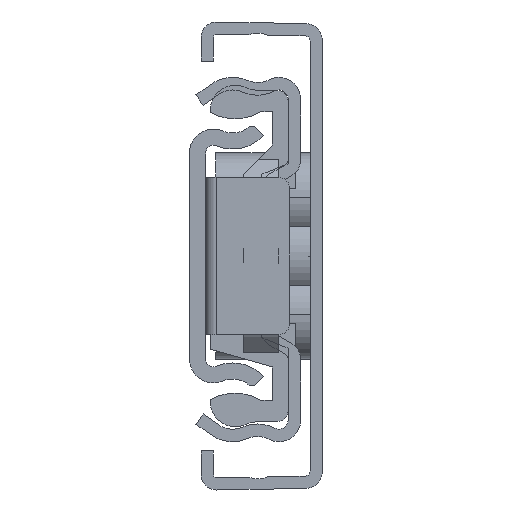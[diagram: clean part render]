
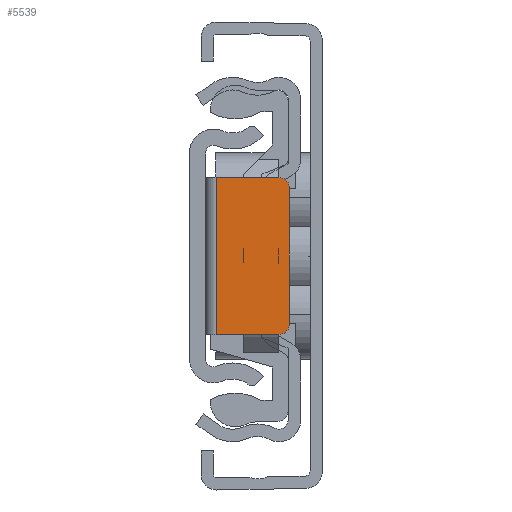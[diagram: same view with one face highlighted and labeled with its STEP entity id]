
A CAD part, left-side view. The second image highlights one B-rep face of the part: STEP entity #5539.
In plain terms, the highlighted face is planar.
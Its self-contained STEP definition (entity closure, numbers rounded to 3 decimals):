
#10 = PLANE ( 'NONE',  #5423 ) ;
#290 = DIRECTION ( 'NONE',  ( 0., 1., 0. ) ) ;
#467 = CARTESIAN_POINT ( 'NONE',  ( 6.5, -9.541, -1. ) ) ;
#641 = ORIENTED_EDGE ( 'NONE', *, *, #8357, .T. ) ;
#723 = ORIENTED_EDGE ( 'NONE', *, *, #8533, .T. ) ;
#1211 = DIRECTION ( 'NONE',  ( 1., 0., 0. ) ) ;
#1437 = CARTESIAN_POINT ( 'NONE',  ( -7.5, -8.541, -1. ) ) ;
#1529 = FACE_OUTER_BOUND ( 'NONE', #2292, .T. ) ;
#1637 = DIRECTION ( 'NONE',  ( 0., 0., 1. ) ) ;
#1699 = ORIENTED_EDGE ( 'NONE', *, *, #9743, .F. ) ;
#1822 = VECTOR ( 'NONE', #3314, 1000. ) ;
#2220 = LINE ( 'NONE', #10988, #1822 ) ;
#2274 = VECTOR ( 'NONE', #290, 1000. ) ;
#2292 = EDGE_LOOP ( 'NONE', ( #5350, #6617, #1699, #6456, #723, #641 ) ) ;
#2453 = CARTESIAN_POINT ( 'NONE',  ( 7.5, -9.541, -1. ) ) ;
#2477 = CIRCLE ( 'NONE', #10179, 1. ) ;
#2705 = LINE ( 'NONE', #9442, #2274 ) ;
#2753 = AXIS2_PLACEMENT_3D ( 'NONE', #4107, #4164, #4997 ) ;
#3031 = VERTEX_POINT ( 'NONE', #3576 ) ;
#3314 = DIRECTION ( 'NONE',  ( 1., 0., 0. ) ) ;
#3576 = CARTESIAN_POINT ( 'NONE',  ( 7.5, -8.541, -1. ) ) ;
#3746 = VERTEX_POINT ( 'NONE', #9173 ) ;
#4061 = LINE ( 'NONE', #5006, #6921 ) ;
#4107 = CARTESIAN_POINT ( 'NONE',  ( 6.5, -8.541, -1. ) ) ;
#4164 = DIRECTION ( 'NONE',  ( 0., 0., -1. ) ) ;
#4191 = EDGE_CURVE ( 'NONE', #3031, #9818, #4727, .T. ) ;
#4454 = CARTESIAN_POINT ( 'NONE',  ( -6.5, -9.541, -1. ) ) ;
#4616 = EDGE_CURVE ( 'NONE', #3031, #3746, #5258, .T. ) ;
#4695 = CARTESIAN_POINT ( 'NONE',  ( -6.5, -8.541, -1. ) ) ;
#4727 = CIRCLE ( 'NONE', #2753, 1. ) ;
#4950 = DIRECTION ( 'NONE',  ( 1., 0., 0. ) ) ;
#4997 = DIRECTION ( 'NONE',  ( 1., 0., 0. ) ) ;
#5000 = CARTESIAN_POINT ( 'NONE',  ( -7.5, -9.541, -1. ) ) ;
#5006 = CARTESIAN_POINT ( 'NONE',  ( 7.5, -2.541, -1. ) ) ;
#5046 = CARTESIAN_POINT ( 'NONE',  ( -7.5, -2.541, -1. ) ) ;
#5258 = LINE ( 'NONE', #2453, #10973 ) ;
#5350 = ORIENTED_EDGE ( 'NONE', *, *, #4616, .F. ) ;
#5423 = AXIS2_PLACEMENT_3D ( 'NONE', #5000, #1637, #4950 ) ;
#5539 = ADVANCED_FACE ( 'NONE', ( #1529 ), #10, .F. ) ;
#6118 = VERTEX_POINT ( 'NONE', #5046 ) ;
#6321 = DIRECTION ( 'NONE',  ( 0., 0., -1. ) ) ;
#6456 = ORIENTED_EDGE ( 'NONE', *, *, #10509, .T. ) ;
#6617 = ORIENTED_EDGE ( 'NONE', *, *, #4191, .T. ) ;
#6921 = VECTOR ( 'NONE', #8537, 1000. ) ;
#7022 = VERTEX_POINT ( 'NONE', #4454 ) ;
#8357 = EDGE_CURVE ( 'NONE', #6118, #3746, #4061, .T. ) ;
#8533 = EDGE_CURVE ( 'NONE', #9449, #6118, #2705, .T. ) ;
#8537 = DIRECTION ( 'NONE',  ( 1., 0., 0. ) ) ;
#9173 = CARTESIAN_POINT ( 'NONE',  ( 7.5, -2.541, -1. ) ) ;
#9442 = CARTESIAN_POINT ( 'NONE',  ( -7.5, -9.541, -1. ) ) ;
#9449 = VERTEX_POINT ( 'NONE', #1437 ) ;
#9743 = EDGE_CURVE ( 'NONE', #7022, #9818, #2220, .T. ) ;
#9818 = VERTEX_POINT ( 'NONE', #467 ) ;
#10179 = AXIS2_PLACEMENT_3D ( 'NONE', #4695, #6321, #1211 ) ;
#10188 = DIRECTION ( 'NONE',  ( 0., 1., 0. ) ) ;
#10509 = EDGE_CURVE ( 'NONE', #7022, #9449, #2477, .T. ) ;
#10973 = VECTOR ( 'NONE', #10188, 1000. ) ;
#10988 = CARTESIAN_POINT ( 'NONE',  ( -7.5, -9.541, -1. ) ) ;
